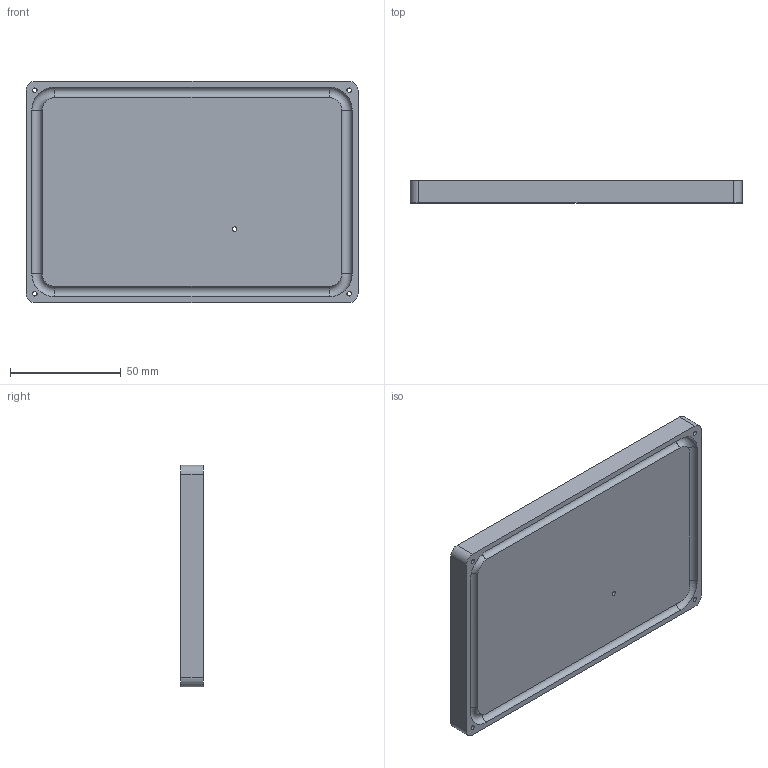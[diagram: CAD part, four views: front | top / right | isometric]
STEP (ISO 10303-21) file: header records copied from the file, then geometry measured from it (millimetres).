
FILE_DESCRIPTION(/* description */ (''),/* implementation_level */ '2;1');
FILE_NAME(/* name */ 'clampShell.step',/* time_stamp */ '2025-06-13T08:44:51-05:00',/* author */ (''),/* organization */ (''),/* preprocessor_version */ 'ST-DEVELOPER v20.1',/* originating_system */ 'Autodesk Translation Framework v14.10.0.0',/* authorisation */ '');
FILE_SCHEMA (('AUTOMOTIVE_DESIGN { 1 0 10303 214 3 1 1 }'));
Length unit declared in the file: millimetre
Products named in the file (1): clampShell
Bounding box: 150 x 10 x 100 mm (x, y, z)
Volume: 39389 mm3; surface area: 42028.9 mm2
Topology: 1 solids, 1 shells, 104 faces, 270 edges, 172 vertices
Faces by surface type: cylinder 52, plane 36, torus 14, sphere 2
Full cylindrical faces by diameter (mm): 2 x7
Entity records: 3463 total; most frequent: CARTESIAN_POINT 801, DIRECTION 564, ORIENTED_EDGE 540, EDGE_CURVE 270, AXIS2_PLACEMENT_3D 211, VERTEX_POINT 172, LINE 142, VECTOR 142
